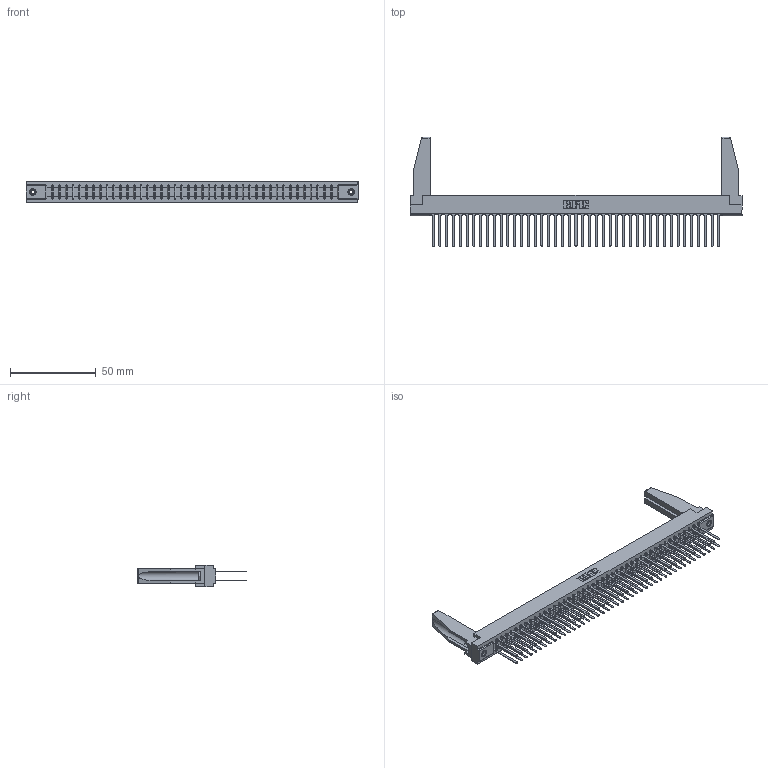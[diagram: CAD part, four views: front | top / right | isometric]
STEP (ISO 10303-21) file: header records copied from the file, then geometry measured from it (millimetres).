
FILE_DESCRIPTION (( 'STEP AP203' ), '1' );
FILE_NAME ('357-086-440-278.STEP', '2020-10-04T06:22:33', ( '' ), ( '' ), 'SwSTEP 2.0', 'SolidWorks 2020', '' );
FILE_SCHEMA (( 'CONFIG_CONTROL_DESIGN' ));
Length unit declared in the file: inch
Products named in the file (5): 307-290-001_540; 307-220-078; 307 Part_.156 Dia Mounting Holes; 357-086-440-278; 345-250-001_345-250-001-102
Assembly tree (91 placements, depth 2):
  357-086-440-278
    307 Part_.156 Dia Mounting Holes
    307-290-001_540  x86
    307-220-078  x2
    345-250-001_345-250-001-102  x2
Bounding box: 193.4 x 63.7 x 12.7 mm (x, y, z)
Volume: 25046 mm3; surface area: 32474.4 mm2
Topology: 91 solids, 91 shells, 4248 faces, 11833 edges, 7646 vertices
Faces by surface type: plane 2820, cylinder 1324, sphere 88, cone 12, torus 4
Entity records: 40523 total; most frequent: CARTESIAN_POINT 6637, ORIENTED_EDGE 6536, DIRECTION 6454, EDGE_CURVE 3268, LINE 2512, VECTOR 2512, VERTEX_POINT 2112, AXIS2_PLACEMENT_3D 1971
